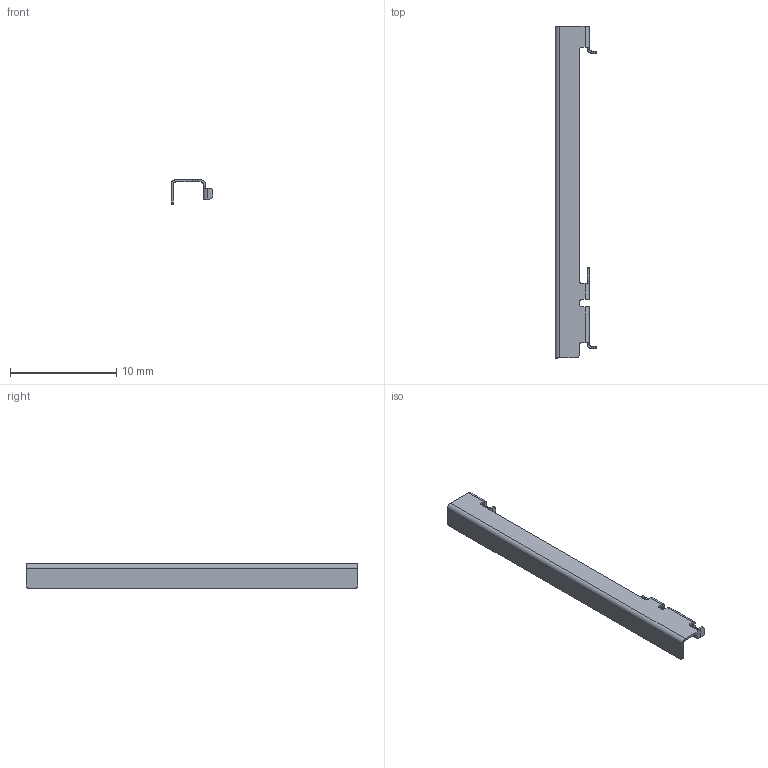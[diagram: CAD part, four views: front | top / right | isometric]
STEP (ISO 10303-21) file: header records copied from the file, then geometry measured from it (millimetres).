
FILE_DESCRIPTION((''),'2;1');
FILE_NAME('PRT0113','2017-01-20T',('mrodriguez'),(''),'PRO/ENGINEER BY PARAMETRIC TECHNOLOGY CORPORATION, 2011490','PRO/ENGINEER BY PARAMETRIC TECHNOLOGY CORPORATION, 2011490','');
FILE_SCHEMA(('AUTOMOTIVE_DESIGN { 1 0 10303 214 1 1 1 1 }'));
Length unit declared in the file: millimetre
Products named in the file (1): PRT0113
Bounding box: 3.9 x 31.2 x 2.28 mm (x, y, z)
Volume: 30.3 mm3; surface area: 321.1 mm2
Topology: 1 solids, 1 shells, 86 faces, 398 edges, 314 vertices
Faces by surface type: plane 48, cylinder 36, bspline 2
Entity records: 5298 total; most frequent: CARTESIAN_POINT 709, DIRECTION 636, ORIENTED_EDGE 452, PRESENTATION_STYLE_ASSIGNMENT 410, STYLED_ITEM 410, CURVE_STYLE 409, VECTOR 322, LINE 322
